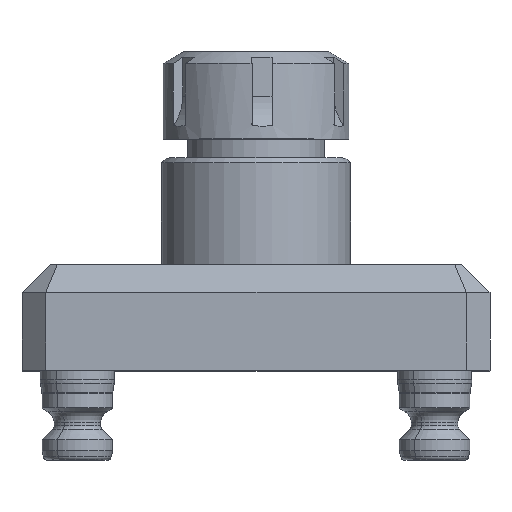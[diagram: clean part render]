
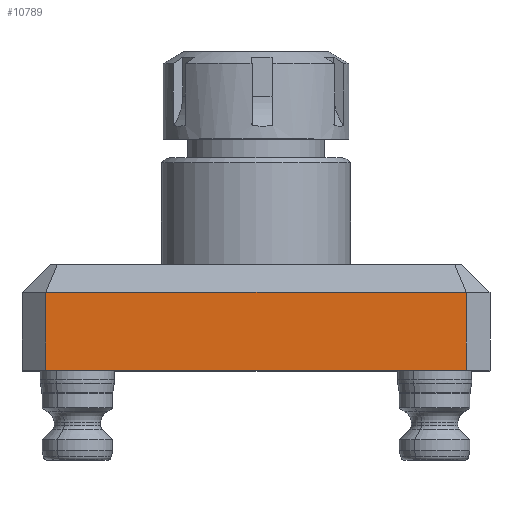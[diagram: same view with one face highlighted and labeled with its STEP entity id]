
A CAD part, top view. The second image highlights one B-rep face of the part: STEP entity #10789.
In plain terms, the highlighted planar face has unit normal (0, 0, 1).
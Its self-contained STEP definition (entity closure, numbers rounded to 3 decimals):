
#626 = CARTESIAN_POINT ( 'NONE',  ( -56.515, 20.955, 62.865 ) ) ;
#752 = VECTOR ( 'NONE', #4591, 1000. ) ;
#755 = VECTOR ( 'NONE', #9267, 1000. ) ;
#913 = EDGE_CURVE ( 'NONE', #9911, #1069, #3367, .T. ) ;
#982 = CARTESIAN_POINT ( 'NONE',  ( 56.515, 20.955, 62.865 ) ) ;
#1061 = ORIENTED_EDGE ( 'NONE', *, *, #11300, .T. ) ;
#1069 = VERTEX_POINT ( 'NONE', #10558 ) ;
#1227 = LINE ( 'NONE', #626, #755 ) ;
#1270 = CARTESIAN_POINT ( 'NONE',  ( -56.515, 20.955, 62.865 ) ) ;
#1388 = DIRECTION ( 'NONE',  ( 0., -1., 0. ) ) ;
#1633 = CARTESIAN_POINT ( 'NONE',  ( -62.865, 0., 62.865 ) ) ;
#2139 = FACE_OUTER_BOUND ( 'NONE', #4717, .T. ) ;
#2754 = AXIS2_PLACEMENT_3D ( 'NONE', #10463, #7623, #12290 ) ;
#2969 = DIRECTION ( 'NONE',  ( 0., 1., 0. ) ) ;
#3177 = VECTOR ( 'NONE', #1388, 1000. ) ;
#3367 = LINE ( 'NONE', #1633, #752 ) ;
#4433 = CARTESIAN_POINT ( 'NONE',  ( -56.515, 28.575, 62.865 ) ) ;
#4591 = DIRECTION ( 'NONE',  ( 1., 0., 0. ) ) ;
#4717 = EDGE_LOOP ( 'NONE', ( #8304, #10138, #1061, #8702 ) ) ;
#6033 = CARTESIAN_POINT ( 'NONE',  ( -56.515, 0., 62.865 ) ) ;
#7623 = DIRECTION ( 'NONE',  ( 0., 0., -1. ) ) ;
#8124 = LINE ( 'NONE', #4433, #3177 ) ;
#8304 = ORIENTED_EDGE ( 'NONE', *, *, #8677, .T. ) ;
#8448 = VERTEX_POINT ( 'NONE', #982 ) ;
#8677 = EDGE_CURVE ( 'NONE', #1069, #8448, #10272, .T. ) ;
#8693 = CARTESIAN_POINT ( 'NONE',  ( 56.515, 28.575, 62.865 ) ) ;
#8702 = ORIENTED_EDGE ( 'NONE', *, *, #913, .T. ) ;
#9267 = DIRECTION ( 'NONE',  ( -1., 0., 0. ) ) ;
#9697 = EDGE_CURVE ( 'NONE', #8448, #10511, #1227, .T. ) ;
#9911 = VERTEX_POINT ( 'NONE', #6033 ) ;
#10138 = ORIENTED_EDGE ( 'NONE', *, *, #9697, .T. ) ;
#10272 = LINE ( 'NONE', #8693, #11016 ) ;
#10463 = CARTESIAN_POINT ( 'NONE',  ( -62.865, 28.575, 62.865 ) ) ;
#10501 = PLANE ( 'NONE',  #2754 ) ;
#10511 = VERTEX_POINT ( 'NONE', #1270 ) ;
#10558 = CARTESIAN_POINT ( 'NONE',  ( 56.515, 0., 62.865 ) ) ;
#10789 = ADVANCED_FACE ( 'NONE', ( #2139 ), #10501, .F. ) ;
#11016 = VECTOR ( 'NONE', #2969, 1000. ) ;
#11300 = EDGE_CURVE ( 'NONE', #10511, #9911, #8124, .T. ) ;
#12290 = DIRECTION ( 'NONE',  ( -1., 0., 0. ) ) ;
